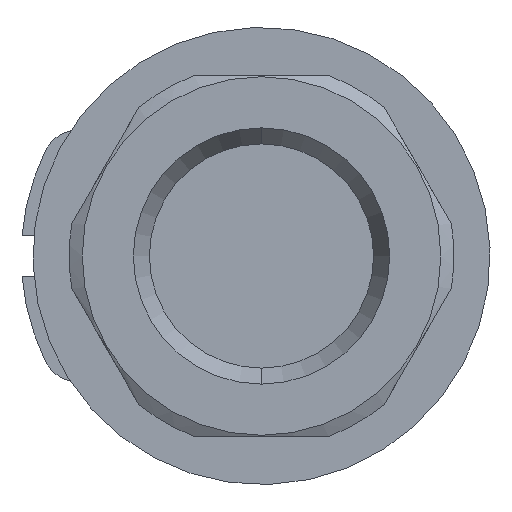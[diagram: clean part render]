
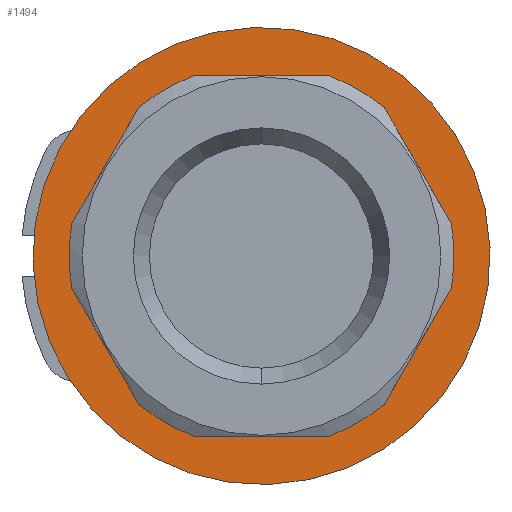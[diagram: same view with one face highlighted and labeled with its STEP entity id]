
A CAD part, left-side view. The second image highlights one B-rep face of the part: STEP entity #1494.
In plain terms, the highlighted planar face has unit normal (-1, 0, 0).
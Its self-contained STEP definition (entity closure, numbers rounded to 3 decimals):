
#415 = EDGE_CURVE ( 'NONE', #3848, #3578, #1043, .T. ) ;
#494 = AXIS2_PLACEMENT_3D ( 'NONE', #3686, #3423, #3654 ) ;
#695 = DIRECTION ( 'NONE',  ( -1., 0., 0. ) ) ;
#721 = PLANE ( 'NONE',  #1911 ) ;
#747 = DIRECTION ( 'NONE',  ( 0., -0.67, -0.743 ) ) ;
#748 = CARTESIAN_POINT ( 'NONE',  ( 17.4, -10.473, 9.441 ) ) ;
#791 = EDGE_LOOP ( 'NONE', ( #2632, #2619 ) ) ;
#836 = EDGE_LOOP ( 'NONE', ( #3287, #3285 ) ) ;
#1043 = CIRCLE ( 'NONE', #494, 19. ) ;
#1494 = ADVANCED_FACE ( 'NONE', ( #1778, #1779 ), #721, .T. ) ;
#1538 = EDGE_CURVE ( 'NONE', #3459, #3748, #1862, .T. ) ;
#1778 = FACE_BOUND ( 'NONE', #836, .T. ) ;
#1779 = FACE_OUTER_BOUND ( 'NONE', #791, .T. ) ;
#1862 = CIRCLE ( 'NONE', #1954, 14.4 ) ;
#1911 = AXIS2_PLACEMENT_3D ( 'NONE', #748, #695, #747 ) ;
#1954 = AXIS2_PLACEMENT_3D ( 'NONE', #3121, #3111, #3092 ) ;
#2026 = DIRECTION ( 'NONE',  ( 1., 0., 0. ) ) ;
#2073 = AXIS2_PLACEMENT_3D ( 'NONE', #3196, #3200, #3182 ) ;
#2118 = AXIS2_PLACEMENT_3D ( 'NONE', #2366, #2026, #2218 ) ;
#2218 = DIRECTION ( 'NONE',  ( 0., -0.67, -0.743 ) ) ;
#2281 = CARTESIAN_POINT ( 'NONE',  ( 17.4, 9.642, 10.696 ) ) ;
#2360 = CARTESIAN_POINT ( 'NONE',  ( 17.4, 12.722, 14.112 ) ) ;
#2366 = CARTESIAN_POINT ( 'NONE',  ( 17.4, 0., 0. ) ) ;
#2367 = CARTESIAN_POINT ( 'NONE',  ( 17.4, -12.722, -14.112 ) ) ;
#2390 = CARTESIAN_POINT ( 'NONE',  ( 17.4, -9.642, -10.696 ) ) ;
#2619 = ORIENTED_EDGE ( 'NONE', *, *, #415, .T. ) ;
#2632 = ORIENTED_EDGE ( 'NONE', *, *, #2717, .T. ) ;
#2717 = EDGE_CURVE ( 'NONE', #3578, #3848, #2961, .T. ) ;
#2750 = EDGE_CURVE ( 'NONE', #3748, #3459, #3004, .T. ) ;
#2961 = CIRCLE ( 'NONE', #2073, 19. ) ;
#3004 = CIRCLE ( 'NONE', #2118, 14.4 ) ;
#3092 = DIRECTION ( 'NONE',  ( 0., -0.67, -0.743 ) ) ;
#3111 = DIRECTION ( 'NONE',  ( 1., 0., 0. ) ) ;
#3121 = CARTESIAN_POINT ( 'NONE',  ( 17.4, 0., 0. ) ) ;
#3182 = DIRECTION ( 'NONE',  ( 0., -0.67, -0.743 ) ) ;
#3196 = CARTESIAN_POINT ( 'NONE',  ( 17.4, 0., 0. ) ) ;
#3200 = DIRECTION ( 'NONE',  ( -1., 0., 0. ) ) ;
#3285 = ORIENTED_EDGE ( 'NONE', *, *, #2750, .T. ) ;
#3287 = ORIENTED_EDGE ( 'NONE', *, *, #1538, .T. ) ;
#3423 = DIRECTION ( 'NONE',  ( -1., 0., 0. ) ) ;
#3459 = VERTEX_POINT ( 'NONE', #2390 ) ;
#3578 = VERTEX_POINT ( 'NONE', #2367 ) ;
#3654 = DIRECTION ( 'NONE',  ( 0., -0.67, -0.743 ) ) ;
#3686 = CARTESIAN_POINT ( 'NONE',  ( 17.4, 0., 0. ) ) ;
#3748 = VERTEX_POINT ( 'NONE', #2281 ) ;
#3848 = VERTEX_POINT ( 'NONE', #2360 ) ;
